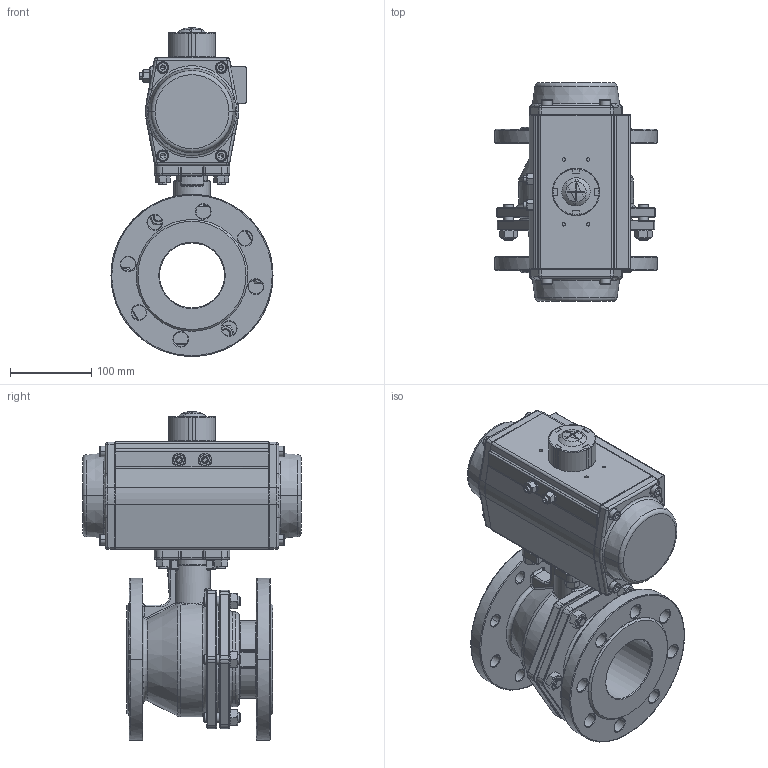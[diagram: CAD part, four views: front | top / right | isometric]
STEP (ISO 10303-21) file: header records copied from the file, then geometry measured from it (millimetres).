
FILE_DESCRIPTION(('HOOPS Exchange Step'),'2;1');
FILE_NAME('PK0500_DN80.stp','2025-04-11T14:00:01+02:00',('nieru'),('Unknown organisation'),'HOOPS Exchange 2024.2','HOOPS Exchange','Unknown authorisation');
FILE_SCHEMA( ('AP203_CONFIGURATION_CONTROLLED_3D_DESIGN_OF_MECHANICAL_PARTS_AND_ASSEMBLIES_MIM_LF') );
Length unit declared in the file: millimetre
Products named in the file (8): 0; root
Assembly tree (7 placements, depth 4):
  root
    0
      0
        0
        0
        0
        0
      0
Bounding box: 200 x 270 x 405.58 mm (x, y, z)
Volume: 4388064.2 mm3; surface area: 674644.3 mm2
Topology: 50 solids, 50 shells, 1895 faces, 4606 edges, 2805 vertices
Faces by surface type: plane 612, cylinder 594, torus 280, cone 196, bspline 151, sphere 62
Full cylindrical faces by diameter (mm): 6.8 x1, 10 x4, 11 x4, 12 x6, 22 x2, 22.351 x1, 37.5 x1, 43.992 x1, 80 x2, 138 x2
Entity records: 141930 total; most frequent: CARTESIAN_POINT 99036, ORIENTED_EDGE 9092, DIRECTION 8474, EDGE_CURVE 4546, AXIS2_PLACEMENT_3D 3356, VERTEX_POINT 2807, EDGE_LOOP 2097, FACE_BOUND 2097
